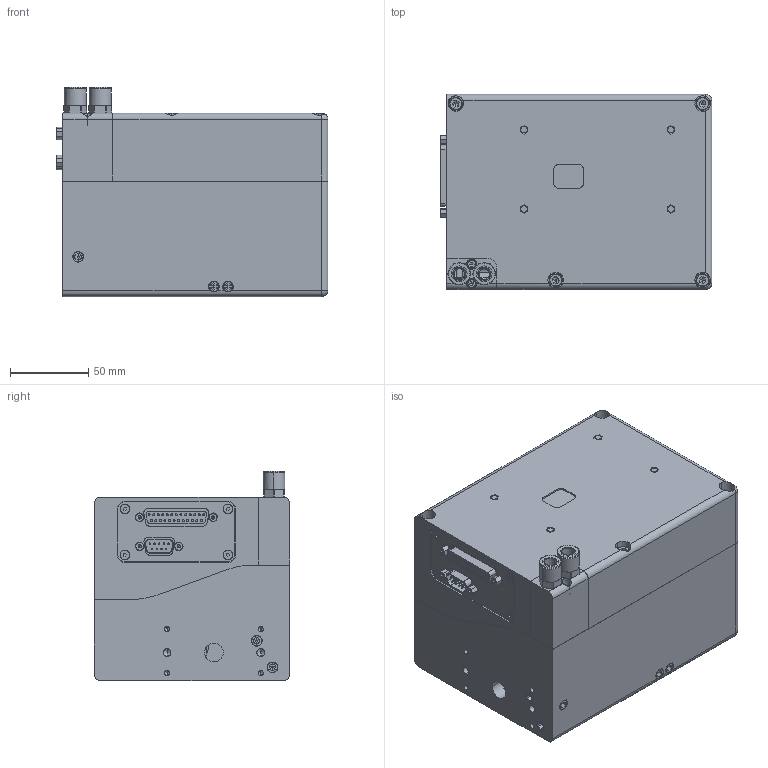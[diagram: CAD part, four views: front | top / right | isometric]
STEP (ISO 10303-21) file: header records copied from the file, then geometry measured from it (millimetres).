
FILE_DESCRIPTION (( 'STEP AP203' ), '1' );
FILE_NAME ('M021046_SS-II-12 [ ] (rework)~01.STEP', '2013-09-24T11:36:24', ( '' ), ( '' ), 'SwSTEP 2.0', 'SolidWorks 2013', '' );
FILE_SCHEMA (( 'CONFIG_CONTROL_DESIGN' ));
Length unit declared in the file: millimetre
Products named in the file (1): M021046_SS-II-12 [ ] (rework)~01
Bounding box: 174.1 x 125 x 134 mm (x, y, z)
Volume: 861595.3 mm3; surface area: 276258.9 mm2
Topology: 41 solids, 41 shells, 1575 faces, 3685 edges, 2219 vertices
Faces by surface type: plane 662, cylinder 573, cone 271, torus 65, sphere 4
Entity records: 45550 total; most frequent: CARTESIAN_POINT 9057, DIRECTION 7989, ORIENTED_EDGE 7194, EDGE_CURVE 3597, AXIS2_PLACEMENT_3D 3017, VERTEX_POINT 2219, VECTOR 1955, LINE 1955
